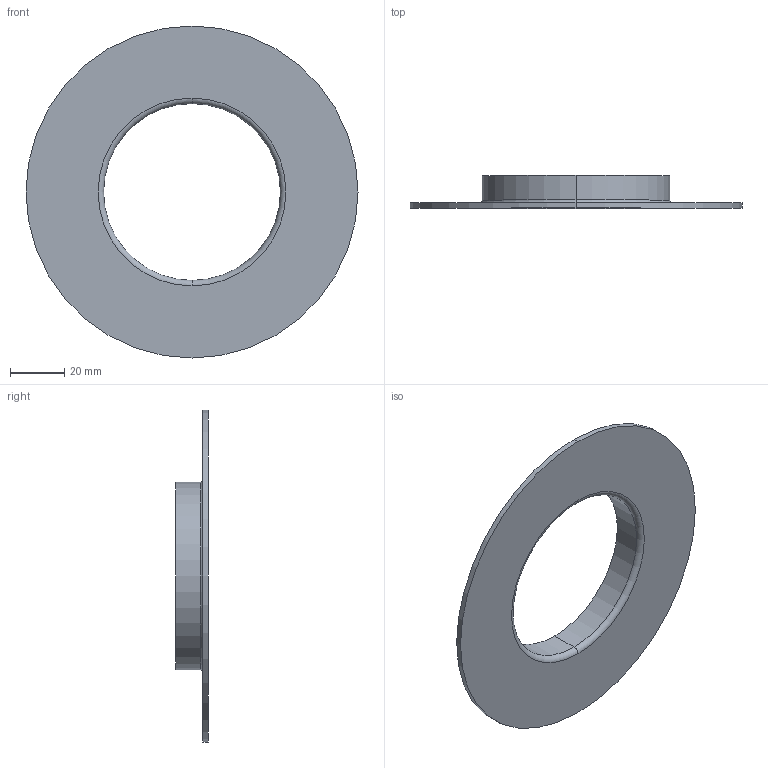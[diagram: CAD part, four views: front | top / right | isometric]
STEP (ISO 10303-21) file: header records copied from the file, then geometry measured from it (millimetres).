
FILE_DESCRIPTION (( 'STEP AP203' ), '1' );
FILE_NAME ('3D_R157_DN69_173124080.STEP', '2024-07-11T12:33:47', ( '' ), ( '' ), 'SwSTEP 2.0', 'SolidWorks 2024', '' );
FILE_SCHEMA (( 'CONFIG_CONTROL_DESIGN' ));
Length unit declared in the file: millimetre
Products named in the file (1): 3D_R157_DN69_173124080
Bounding box: 122 x 12 x 122 mm (x, y, z)
Volume: 20822 mm3; surface area: 21861.7 mm2
Topology: 1 solids, 1 shells, 13 faces, 26 edges, 16 vertices
Faces by surface type: cylinder 6, torus 4, plane 3
Entity records: 429 total; most frequent: DIRECTION 74, CARTESIAN_POINT 56, ORIENTED_EDGE 52, AXIS2_PLACEMENT_3D 34, EDGE_CURVE 26, CIRCLE 20, VERTEX_POINT 16, EDGE_LOOP 16
